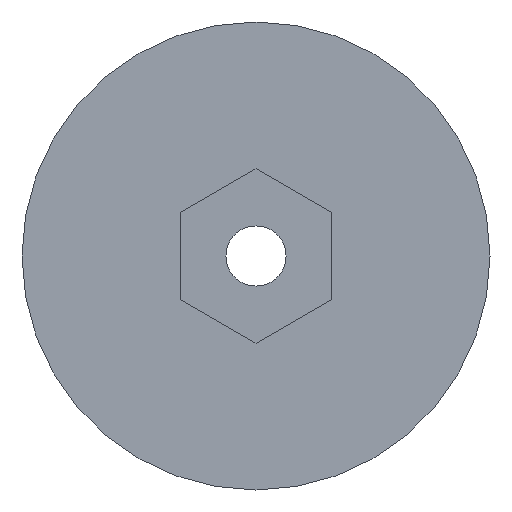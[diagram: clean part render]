
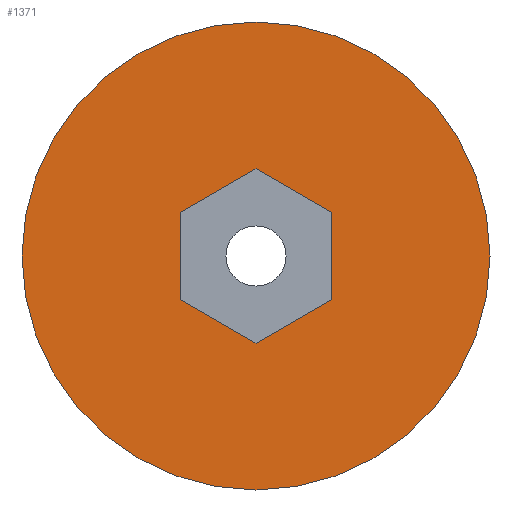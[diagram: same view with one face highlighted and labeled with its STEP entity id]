
A CAD part, left-side view. The second image highlights one B-rep face of the part: STEP entity #1371.
In plain terms, the highlighted planar face has unit normal (-1, 0, 0).
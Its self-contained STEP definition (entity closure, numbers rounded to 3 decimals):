
#115=CARTESIAN_POINT('',(0.,0.,0.));
#116=DIRECTION('',(-1.,0.,0.));
#117=DIRECTION('',(0.,1.,0.));
#118=AXIS2_PLACEMENT_3D('',#115,#116,#117);
#120=CARTESIAN_POINT('',(0.,0.,0.));
#121=DIRECTION('',(-1.,0.,0.));
#122=DIRECTION('',(0.,-1.,0.));
#123=AXIS2_PLACEMENT_3D('',#120,#121,#122);
#125=DIRECTION('',(0.,-0.866,-0.5));
#126=VECTOR('',#125,2.309);
#127=CARTESIAN_POINT('',(0.,0.,2.309));
#128=LINE('',#127,#126);
#129=DIRECTION('',(0.,-0.866,0.5));
#130=VECTOR('',#129,2.309);
#131=CARTESIAN_POINT('',(0.,2.,1.155));
#132=LINE('',#131,#130);
#133=DIRECTION('',(0.,0.,1.));
#134=VECTOR('',#133,2.309);
#135=CARTESIAN_POINT('',(0.,2.,-1.155));
#136=LINE('',#135,#134);
#137=DIRECTION('',(0.,0.866,0.5));
#138=VECTOR('',#137,2.309);
#139=CARTESIAN_POINT('',(0.,0.,-2.309));
#140=LINE('',#139,#138);
#141=DIRECTION('',(0.,0.866,-0.5));
#142=VECTOR('',#141,2.309);
#143=CARTESIAN_POINT('',(0.,-2.,-1.155));
#144=LINE('',#143,#142);
#145=DIRECTION('',(0.,0.,-1.));
#146=VECTOR('',#145,2.309);
#147=CARTESIAN_POINT('',(0.,-2.,1.155));
#148=LINE('',#147,#146);
#1290=CARTESIAN_POINT('',(0.,0.,2.309));
#1291=CARTESIAN_POINT('',(0.,-2.,1.155));
#1292=VERTEX_POINT('',#1290);
#1293=VERTEX_POINT('',#1291);
#1294=CARTESIAN_POINT('',(0.,-2.,-1.155));
#1295=VERTEX_POINT('',#1294);
#1296=CARTESIAN_POINT('',(0.,0.,-2.309));
#1297=VERTEX_POINT('',#1296);
#1298=CARTESIAN_POINT('',(0.,2.,-1.155));
#1299=VERTEX_POINT('',#1298);
#1300=CARTESIAN_POINT('',(0.,2.,1.155));
#1301=VERTEX_POINT('',#1300);
#1322=CARTESIAN_POINT('',(0.,6.195,0.));
#1323=CARTESIAN_POINT('',(0.,-6.195,0.));
#1324=VERTEX_POINT('',#1322);
#1325=VERTEX_POINT('',#1323);
#1346=CARTESIAN_POINT('',(0.,0.,0.));
#1347=DIRECTION('',(1.,0.,0.));
#1348=DIRECTION('',(0.,-1.,0.));
#1349=AXIS2_PLACEMENT_3D('',#1346,#1347,#1348);
#1350=PLANE('',#1349);
#1352=ORIENTED_EDGE('',*,*,#1351,.F.);
#1354=ORIENTED_EDGE('',*,*,#1353,.F.);
#1355=EDGE_LOOP('',(#1352,#1354));
#1356=FACE_OUTER_BOUND('',#1355,.F.);
#1358=ORIENTED_EDGE('',*,*,#1357,.F.);
#1360=ORIENTED_EDGE('',*,*,#1359,.F.);
#1362=ORIENTED_EDGE('',*,*,#1361,.F.);
#1364=ORIENTED_EDGE('',*,*,#1363,.F.);
#1366=ORIENTED_EDGE('',*,*,#1365,.F.);
#1368=ORIENTED_EDGE('',*,*,#1367,.F.);
#1369=EDGE_LOOP('',(#1358,#1360,#1362,#1364,#1366,#1368));
#1370=FACE_BOUND('',#1369,.F.);
#119=CIRCLE('',#118,6.195);
#124=CIRCLE('',#123,6.195);
#1351=EDGE_CURVE('',#1324,#1325,#119,.T.);
#1353=EDGE_CURVE('',#1325,#1324,#124,.T.);
#1357=EDGE_CURVE('',#1292,#1293,#128,.T.);
#1359=EDGE_CURVE('',#1301,#1292,#132,.T.);
#1361=EDGE_CURVE('',#1299,#1301,#136,.T.);
#1363=EDGE_CURVE('',#1297,#1299,#140,.T.);
#1365=EDGE_CURVE('',#1295,#1297,#144,.T.);
#1367=EDGE_CURVE('',#1293,#1295,#148,.T.);
#1371=ADVANCED_FACE('',(#1356,#1370),#1350,.F.);
